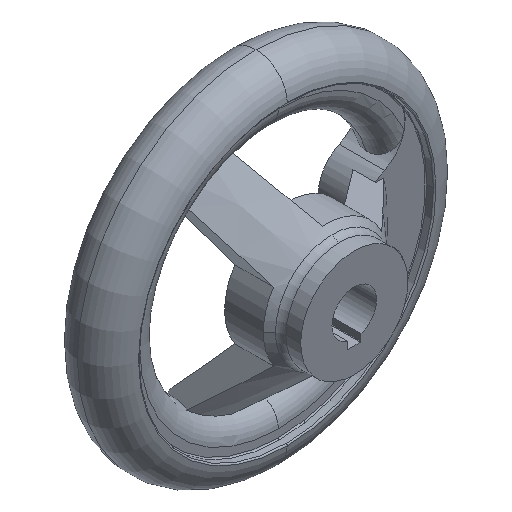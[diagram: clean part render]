
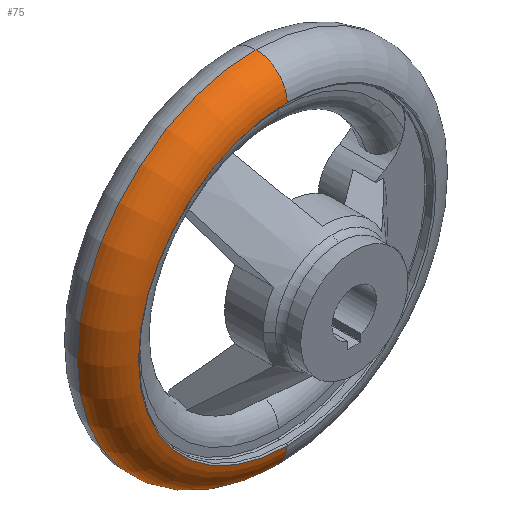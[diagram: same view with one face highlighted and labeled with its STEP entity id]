
A CAD part, isometric view. The second image highlights one B-rep face of the part: STEP entity #75.
In plain terms, the highlighted toroidal (fillet/blend) face has major radius 33 mm and minor radius 7 mm.
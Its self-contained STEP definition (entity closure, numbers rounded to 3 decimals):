
#75 = ADVANCED_FACE( '', ( #138 ), #139, .T. );
#138 = FACE_OUTER_BOUND( '', #264, .T. );
#139 = TOROIDAL_SURFACE( '', #265, 33., 7. );
#264 = EDGE_LOOP( '', ( #390, #391, #392, #393 ) );
#265 = AXIS2_PLACEMENT_3D( '', #394, #395, #396 );
#390 = ORIENTED_EDGE( '', *, *, #960, .F. );
#391 = ORIENTED_EDGE( '', *, *, #961, .T. );
#392 = ORIENTED_EDGE( '', *, *, #962, .T. );
#393 = ORIENTED_EDGE( '', *, *, #963, .T. );
#394 = CARTESIAN_POINT( '', ( 0., 22., 0. ) );
#395 = DIRECTION( '', ( 0., 1., 0. ) );
#396 = DIRECTION( '', ( 0., 0., 1. ) );
#960 = EDGE_CURVE( '', #1152, #1153, #1154, .T. );
#961 = EDGE_CURVE( '', #1152, #1155, #1156, .T. );
#962 = EDGE_CURVE( '', #1155, #1157, #1158, .T. );
#963 = EDGE_CURVE( '', #1157, #1153, #1159, .T. );
#1152 = VERTEX_POINT( '', #1470 );
#1153 = VERTEX_POINT( '', #1471 );
#1154 = CIRCLE( '', #1472, 40. );
#1155 = VERTEX_POINT( '', #1473 );
#1156 = CIRCLE( '', #1474, 7. );
#1157 = VERTEX_POINT( '', #1475 );
#1158 = CIRCLE( '', #1476, 33.292 );
#1159 = CIRCLE( '', #1477, 7. );
#1470 = CARTESIAN_POINT( '', ( 0., 22., -40. ) );
#1471 = CARTESIAN_POINT( '', ( 0., 22., 40. ) );
#1472 = AXIS2_PLACEMENT_3D( '', #2326, #2327, #2328 );
#1473 = CARTESIAN_POINT( '', ( 0., 15.006, -33.292 ) );
#1474 = AXIS2_PLACEMENT_3D( '', #2329, #2330, #2331 );
#1475 = CARTESIAN_POINT( '', ( 0., 15.006, 33.292 ) );
#1476 = AXIS2_PLACEMENT_3D( '', #2332, #2333, #2334 );
#1477 = AXIS2_PLACEMENT_3D( '', #2335, #2336, #2337 );
#2326 = CARTESIAN_POINT( '', ( 0., 22., 0. ) );
#2327 = DIRECTION( '', ( 0., 1., 0. ) );
#2328 = DIRECTION( '', ( 0., 0., 1. ) );
#2329 = CARTESIAN_POINT( '', ( 0., 22., -33. ) );
#2330 = DIRECTION( '', ( -1., 0., 0. ) );
#2331 = DIRECTION( '', ( 0., 0., -1. ) );
#2332 = CARTESIAN_POINT( '', ( 0., 15.006, 0. ) );
#2333 = DIRECTION( '', ( 0., 1., 0. ) );
#2334 = DIRECTION( '', ( 1., 0., 0. ) );
#2335 = CARTESIAN_POINT( '', ( 0., 22., 33. ) );
#2336 = DIRECTION( '', ( -1., 0., 0. ) );
#2337 = DIRECTION( '', ( 0., 0., 1. ) );
